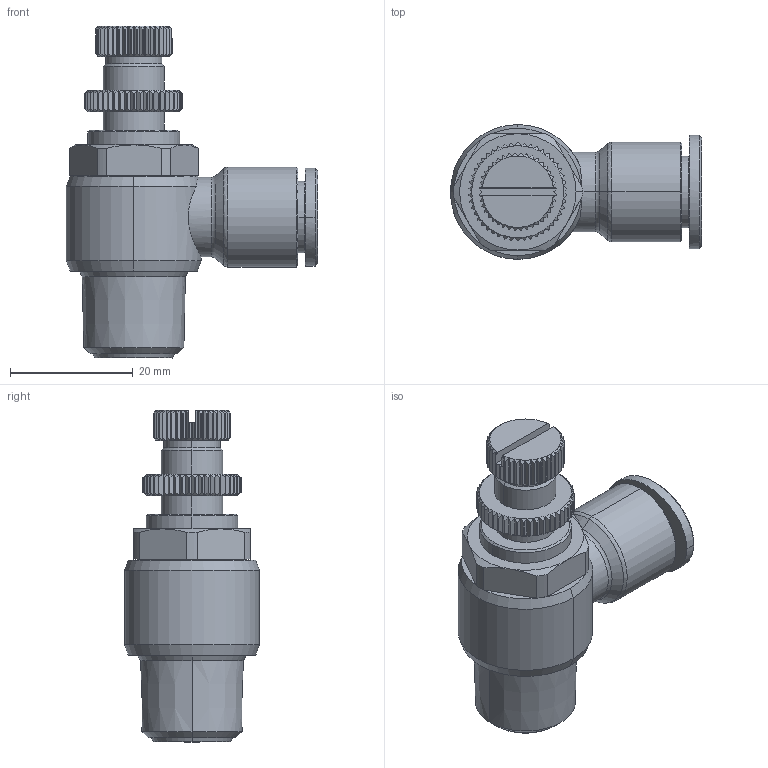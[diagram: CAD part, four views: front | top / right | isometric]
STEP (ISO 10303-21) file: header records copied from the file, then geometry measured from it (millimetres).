
FILE_DESCRIPTION (( 'STEP AP214' ), '1' );
FILE_NAME ('NSE10-03IN.STEP', '2015-10-27T11:28:17', ( '' ), ( '' ), 'SwSTEP 2.0', 'SolidWorks 2015', '' );
FILE_SCHEMA (( 'AUTOMOTIVE_DESIGN' ));
Length unit declared in the file: millimetre
Products named in the file (2): NSE10-03IN; ｦ+ﾃｦ1
Assembly tree (1 placements, depth 2):
  NSE10-03IN
    ｦ+ﾃｦ1
Bounding box: 41 x 22 x 54.2 mm (x, y, z)
Volume: 14796 mm3; surface area: 6230.7 mm2
Topology: 1 solids, 1 shells, 881 faces, 2347 edges, 1492 vertices
Faces by surface type: plane 574, cylinder 167, cone 127, bspline 11, torus 2
Entity records: 29860 total; most frequent: CARTESIAN_POINT 8100, ORIENTED_EDGE 4694, DIRECTION 3994, EDGE_CURVE 2347, LINE 1496, VECTOR 1496, VERTEX_POINT 1492, AXIS2_PLACEMENT_3D 1249
